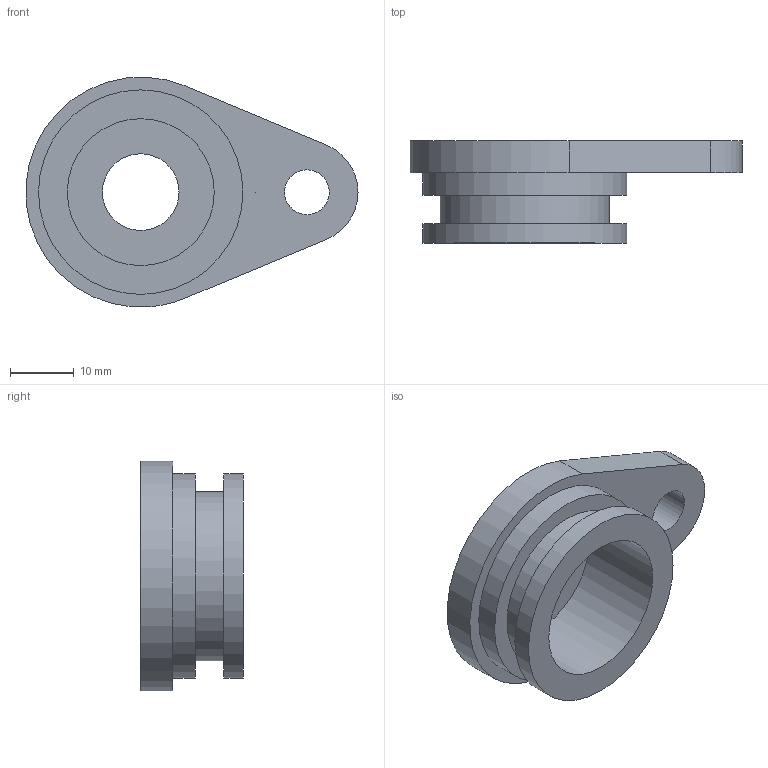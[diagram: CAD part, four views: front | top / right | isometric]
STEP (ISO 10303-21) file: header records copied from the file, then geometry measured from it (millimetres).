
FILE_DESCRIPTION(/* description */ (''),/* implementation_level */ '2;1');
FILE_NAME(/* name */ 'outlander rear diff resolver cable gland cover v2.step',/* time_stamp */ '2022-05-12T18:51:57+01:00',/* author */ (''),/* organization */ (''),/* preprocessor_version */ 'ST-DEVELOPER v18.1',/* originating_system */ 'Autodesk Translation Framework v10.14.0.1471',/* authorisation */ '');
FILE_SCHEMA (('AUTOMOTIVE_DESIGN { 1 0 10303 214 3 1 1 }'));
Length unit declared in the file: millimetre
Products named in the file (1): outlander rear diff resolver cable gland cover
Bounding box: 51.96 x 16 x 35.91 mm (x, y, z)
Volume: 8064.7 mm3; surface area: 5933.1 mm2
Topology: 1 solids, 1 shells, 235 faces, 675 edges, 450 vertices
Faces by surface type: bspline 182, plane 42, cylinder 11
Full cylindrical faces by diameter (mm): 7 x1, 12 x1, 23 x1, 26.5 x1, 32 x2
Entity records: 8142 total; most frequent: CARTESIAN_POINT 3727, ORIENTED_EDGE 1350, EDGE_CURVE 675, VERTEX_POINT 450, DIRECTION 441, LINE 289, VECTOR 289, EDGE_LOOP 249
